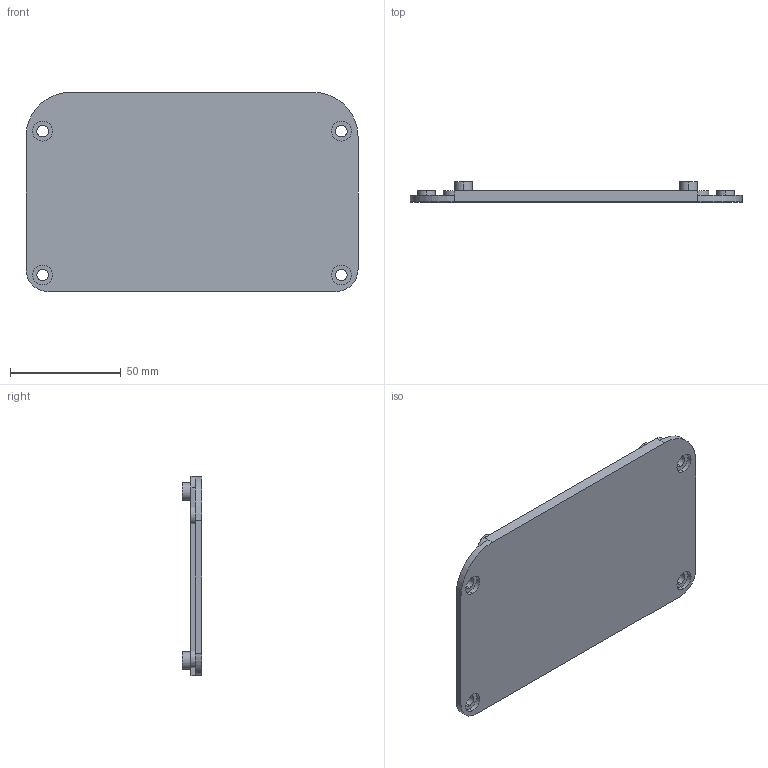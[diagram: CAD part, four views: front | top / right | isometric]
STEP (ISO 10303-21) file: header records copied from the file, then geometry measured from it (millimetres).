
FILE_DESCRIPTION (( 'STEP AP203' ), '1' );
FILE_NAME ('Board base.STEP', '2025-12-15T04:22:38', ( '' ), ( '' ), 'SwSTEP 2.0', 'SolidWorks 2023', '' );
FILE_SCHEMA (( 'CONFIG_CONTROL_DESIGN' ));
Length unit declared in the file: millimetre
Products named in the file (1): Board base
Bounding box: 150 x 9 x 90 mm (x, y, z)
Volume: 61540.5 mm3; surface area: 29957.3 mm2
Topology: 1 solids, 1 shells, 72 faces, 160 edges, 106 vertices
Faces by surface type: cylinder 46, plane 26
Entity records: 2131 total; most frequent: DIRECTION 398, CARTESIAN_POINT 339, ORIENTED_EDGE 320, AXIS2_PLACEMENT_3D 165, EDGE_CURVE 160, VERTEX_POINT 106, EDGE_LOOP 96, CIRCLE 92
